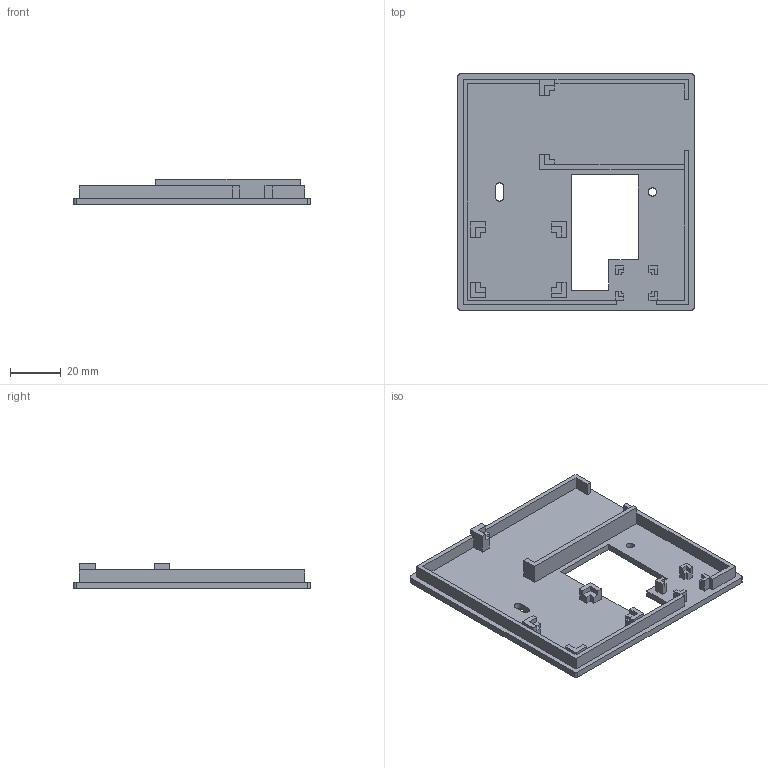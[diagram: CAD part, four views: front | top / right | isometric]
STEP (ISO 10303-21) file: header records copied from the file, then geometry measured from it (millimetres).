
FILE_DESCRIPTION(/* description */ (''),/* implementation_level */ '2;1');
FILE_NAME(/* name */ 'base.step',/* time_stamp */ '2021-04-15T00:00:11+02:00',/* author */ (''),/* organization */ (''),/* preprocessor_version */ 'ST-DEVELOPER v18.1',/* originating_system */ 'Autodesk Translation Framework v10.6.0.1341',/* authorisation */ '');
FILE_SCHEMA (('AUTOMOTIVE_DESIGN { 1 0 10303 214 3 1 1 }'));
Length unit declared in the file: millimetre
Products named in the file (1): base
Bounding box: 92.7 x 92.7 x 10.15 mm (x, y, z)
Volume: 23416.4 mm3; surface area: 21422.9 mm2
Topology: 1 solids, 1 shells, 145 faces, 397 edges, 264 vertices
Faces by surface type: plane 138, cylinder 7
Full cylindrical faces by diameter (mm): 3.2 x1
Entity records: 4554 total; most frequent: CARTESIAN_POINT 807, ORIENTED_EDGE 794, DIRECTION 703, EDGE_CURVE 397, LINE 383, VECTOR 383, VERTEX_POINT 264, EDGE_LOOP 161
